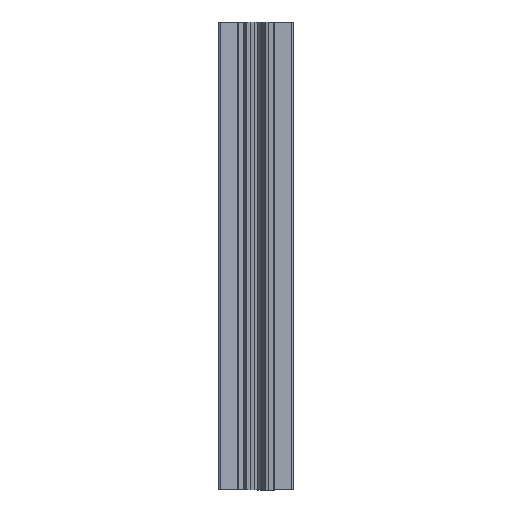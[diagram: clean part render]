
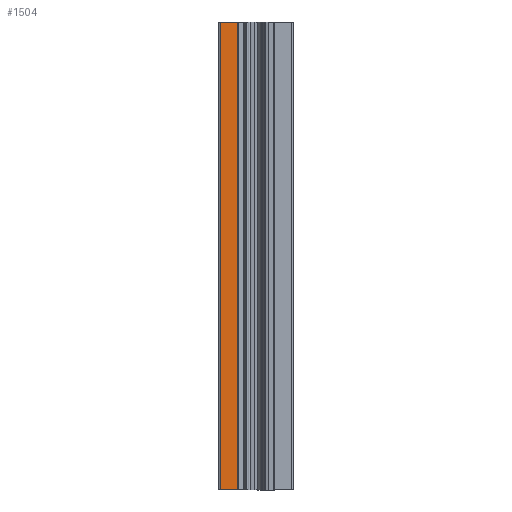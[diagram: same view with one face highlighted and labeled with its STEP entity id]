
A CAD part, front view. The second image highlights one B-rep face of the part: STEP entity #1504.
In plain terms, the highlighted planar face has unit normal (0.033, -1, 0).
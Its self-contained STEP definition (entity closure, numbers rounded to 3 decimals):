
#81 = VERTEX_POINT ( 'NONE', #2558 ) ;
#185 = ORIENTED_EDGE ( 'NONE', *, *, #2604, .T. ) ;
#437 = VECTOR ( 'NONE', #3128, 1000. ) ;
#494 = VECTOR ( 'NONE', #552, 1000. ) ;
#495 = CARTESIAN_POINT ( 'NONE',  ( -3.07, 0., -120. ) ) ;
#552 = DIRECTION ( 'NONE',  ( 0., 0., 1. ) ) ;
#570 = CARTESIAN_POINT ( 'NONE',  ( -9.138, -0.2, -120. ) ) ;
#602 = CARTESIAN_POINT ( 'NONE',  ( -4.778, -0.056, 0. ) ) ;
#773 = VERTEX_POINT ( 'NONE', #2733 ) ;
#862 = VERTEX_POINT ( 'NONE', #602 ) ;
#1051 = ORIENTED_EDGE ( 'NONE', *, *, #1165, .F. ) ;
#1089 = VECTOR ( 'NONE', #1220, 1000. ) ;
#1147 = LINE ( 'NONE', #2121, #437 ) ;
#1165 = EDGE_CURVE ( 'NONE', #81, #2246, #2768, .T. ) ;
#1220 = DIRECTION ( 'NONE',  ( 0.999, 0.033, 0. ) ) ;
#1303 = EDGE_CURVE ( 'NONE', #2246, #862, #1845, .T. ) ;
#1307 = EDGE_CURVE ( 'NONE', #773, #862, #1147, .T. ) ;
#1389 = CARTESIAN_POINT ( 'NONE',  ( -3.07, 0., 0. ) ) ;
#1504 = ADVANCED_FACE ( 'NONE', ( #2739 ), #1967, .T. ) ;
#1527 = DIRECTION ( 'NONE',  ( 0.999, 0.033, 0. ) ) ;
#1692 = CARTESIAN_POINT ( 'NONE',  ( -9.138, -0.2, 0. ) ) ;
#1708 = LINE ( 'NONE', #495, #1089 ) ;
#1845 = LINE ( 'NONE', #1389, #2114 ) ;
#1862 = ORIENTED_EDGE ( 'NONE', *, *, #1303, .F. ) ;
#1899 = EDGE_LOOP ( 'NONE', ( #185, #3076, #1862, #1051 ) ) ;
#1967 = PLANE ( 'NONE',  #2700 ) ;
#2114 = VECTOR ( 'NONE', #3107, 1000. ) ;
#2121 = CARTESIAN_POINT ( 'NONE',  ( -4.778, -0.056, 0. ) ) ;
#2246 = VERTEX_POINT ( 'NONE', #1692 ) ;
#2520 = CARTESIAN_POINT ( 'NONE',  ( -3.07, 0., -120. ) ) ;
#2558 = CARTESIAN_POINT ( 'NONE',  ( -9.138, -0.2, -120. ) ) ;
#2604 = EDGE_CURVE ( 'NONE', #81, #773, #1708, .T. ) ;
#2700 = AXIS2_PLACEMENT_3D ( 'NONE', #2520, #2759, #1527 ) ;
#2733 = CARTESIAN_POINT ( 'NONE',  ( -4.778, -0.056, -120. ) ) ;
#2739 = FACE_OUTER_BOUND ( 'NONE', #1899, .T. ) ;
#2759 = DIRECTION ( 'NONE',  ( 0.033, -0.999, 0. ) ) ;
#2768 = LINE ( 'NONE', #570, #494 ) ;
#3076 = ORIENTED_EDGE ( 'NONE', *, *, #1307, .T. ) ;
#3107 = DIRECTION ( 'NONE',  ( 0.999, 0.033, 0. ) ) ;
#3128 = DIRECTION ( 'NONE',  ( 0., 0., 1. ) ) ;
